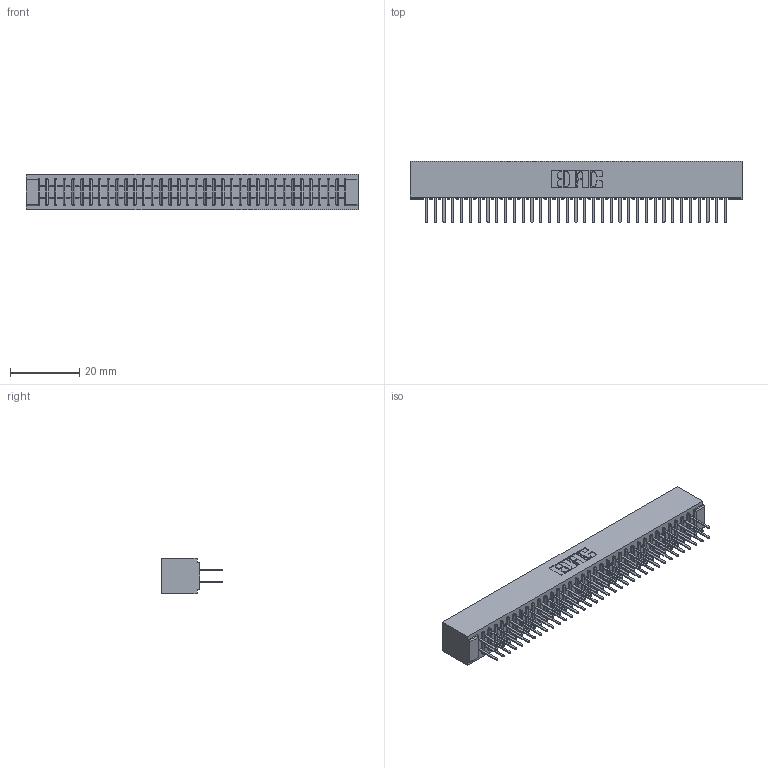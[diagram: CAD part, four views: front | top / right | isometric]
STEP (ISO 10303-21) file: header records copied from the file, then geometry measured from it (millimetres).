
FILE_DESCRIPTION (( 'STEP AP203' ), '1' );
FILE_NAME ('341-070-521-201.STEP', '2018-08-07T19:26:24', ( '' ), ( '' ), 'SwSTEP 2.0', 'SolidWorks 2016', '' );
FILE_SCHEMA (( 'CONFIG_CONTROL_DESIGN' ));
Length unit declared in the file: inch
Products named in the file (3): 341-292-001_341-292-121; 341-070-521-201; 341 Part_No Mounting Lugs
Assembly tree (71 placements, depth 2):
  341-070-521-201
    341 Part_No Mounting Lugs
    341-292-001_341-292-121  x70
Bounding box: 95.89 x 17.7 x 10.16 mm (x, y, z)
Volume: 7363.3 mm3; surface area: 13820.4 mm2
Topology: 71 solids, 71 shells, 4728 faces, 13697 edges, 8870 vertices
Faces by surface type: plane 2864, cylinder 1724, sphere 72, torus 68
Entity records: 43012 total; most frequent: CARTESIAN_POINT 7149, ORIENTED_EDGE 7102, DIRECTION 6941, EDGE_CURVE 3551, LINE 2865, VECTOR 2865, VERTEX_POINT 2246, AXIS2_PLACEMENT_3D 2038
